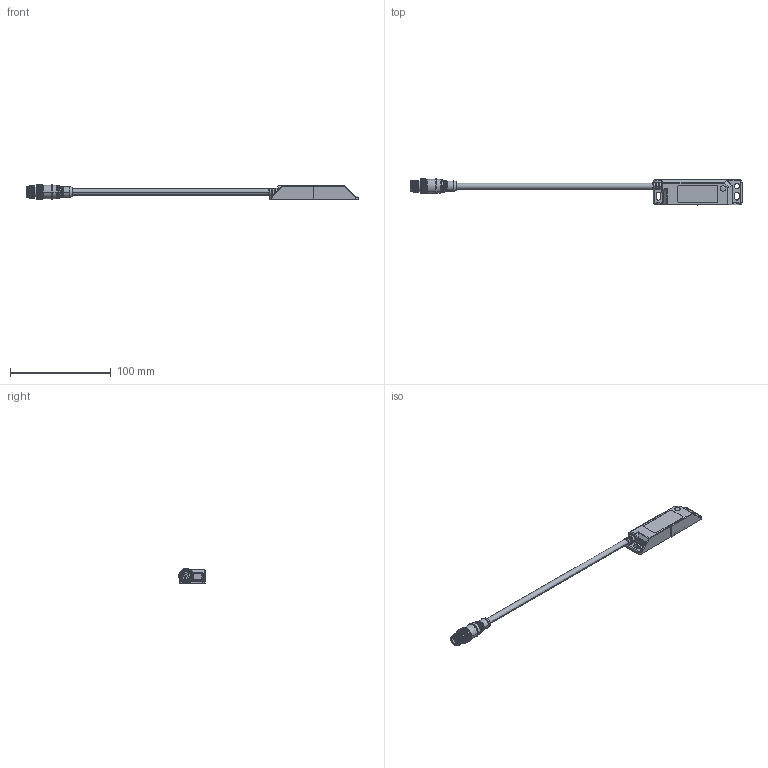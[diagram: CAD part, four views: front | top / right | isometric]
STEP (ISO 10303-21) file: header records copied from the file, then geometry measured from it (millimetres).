
FILE_DESCRIPTION (( 'STEP AP214' ), '1' );
FILE_NAME ('LPC-110008.step', '2017-09-27T15:09:10', ( '' ), ( '' ), 'SwSTEP 2.0', 'SolidWorks 2017', '' );
FILE_SCHEMA (( 'AUTOMOTIVE_DESIGN' ));
Length unit declared in the file: inch
Products named in the file (1): LPC-110008
Bounding box: 329.5 x 26.15 x 14.69 mm (x, y, z)
Volume: 23114.8 mm3; surface area: 22651.9 mm2
Topology: 8 solids, 8 shells, 987 faces, 2572 edges, 1620 vertices
Faces by surface type: plane 379, cylinder 297, bspline 239, cone 72
Entity records: 38076 total; most frequent: CARTESIAN_POINT 15234, ORIENTED_EDGE 5072, DIRECTION 4331, EDGE_CURVE 2536, AXIS2_PLACEMENT_3D 1628, VERTEX_POINT 1620, LINE 1075, VECTOR 1075
